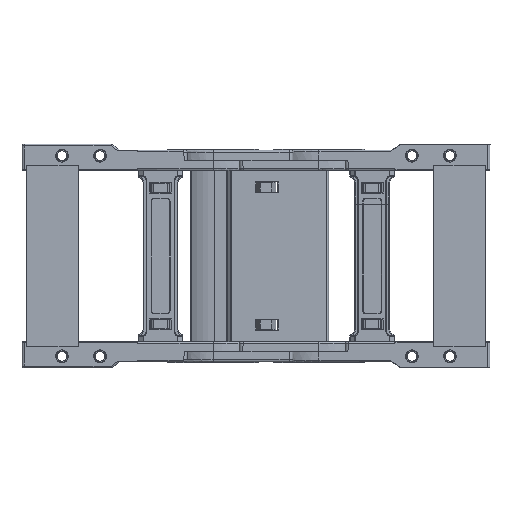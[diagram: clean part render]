
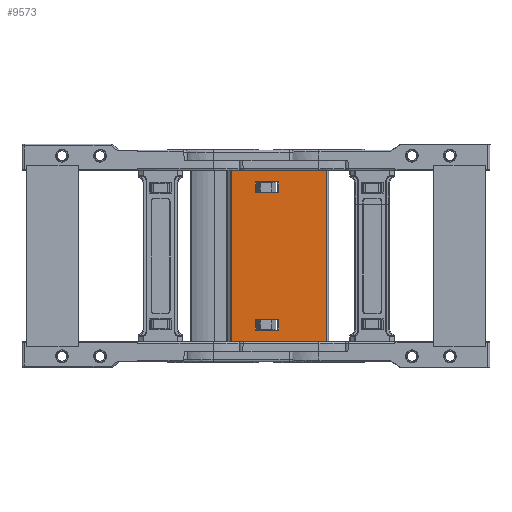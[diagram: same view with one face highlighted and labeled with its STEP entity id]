
A CAD part, front view. The second image highlights one B-rep face of the part: STEP entity #9573.
In plain terms, the highlighted planar face has unit normal (0, -1, 0).
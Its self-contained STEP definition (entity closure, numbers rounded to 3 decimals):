
#2873 = CARTESIAN_POINT ( 'NONE',  ( -89.98, 143.654, -83.122 ) ) ;
#3957 = DIRECTION ( 'NONE',  ( 1., 0., 0. ) ) ;
#4461 = CARTESIAN_POINT ( 'NONE',  ( -61.76, 143.654, 86.447 ) ) ;
#4635 = ORIENTED_EDGE ( 'NONE', *, *, #104110, .T. ) ;
#8017 = VERTEX_POINT ( 'NONE', #142871 ) ;
#8714 = VECTOR ( 'NONE', #124610, 1000. ) ;
#9514 = VECTOR ( 'NONE', #28785, 1000. ) ;
#9573 = ADVANCED_FACE ( 'NONE', ( #127791, #22971, #88108 ), #100034, .F. ) ;
#11013 = ORIENTED_EDGE ( 'NONE', *, *, #106295, .F. ) ;
#11422 = VECTOR ( 'NONE', #141323, 1000. ) ;
#12199 = EDGE_LOOP ( 'NONE', ( #68319, #30866, #78540, #49380 ) ) ;
#13498 = VECTOR ( 'NONE', #65512, 1000. ) ;
#13821 = VERTEX_POINT ( 'NONE', #33637 ) ;
#14197 = CARTESIAN_POINT ( 'NONE',  ( -75.76, 143.654, 5.247 ) ) ;
#14474 = DIRECTION ( 'NONE',  ( 0., 0., 1. ) ) ;
#15262 = ORIENTED_EDGE ( 'NONE', *, *, #77405, .T. ) ;
#17700 = DIRECTION ( 'NONE',  ( 0., 0., 1. ) ) ;
#21473 = LINE ( 'NONE', #111052, #39603 ) ;
#22663 = VERTEX_POINT ( 'NONE', #115437 ) ;
#22971 = FACE_OUTER_BOUND ( 'NONE', #99734, .T. ) ;
#23012 = LINE ( 'NONE', #4461, #138693 ) ;
#23903 = VERTEX_POINT ( 'NONE', #63879 ) ;
#24299 = VERTEX_POINT ( 'NONE', #14197 ) ;
#24384 = VERTEX_POINT ( 'NONE', #94060 ) ;
#25849 = EDGE_LOOP ( 'NONE', ( #15262, #83992, #36273, #65014 ) ) ;
#28468 = CARTESIAN_POINT ( 'NONE',  ( -89.98, 143.654, 99.497 ) ) ;
#28785 = DIRECTION ( 'NONE',  ( 0., 0., 1. ) ) ;
#28892 = EDGE_CURVE ( 'NONE', #87653, #23903, #102705, .T. ) ;
#29310 = CARTESIAN_POINT ( 'NONE',  ( -58.76, 143.654, -1.503 ) ) ;
#30866 = ORIENTED_EDGE ( 'NONE', *, *, #125557, .F. ) ;
#31002 = LINE ( 'NONE', #2873, #114404 ) ;
#31175 = CARTESIAN_POINT ( 'NONE',  ( -61.76, 143.654, 92.747 ) ) ;
#31569 = DIRECTION ( 'NONE',  ( 1., 0., 0. ) ) ;
#33637 = CARTESIAN_POINT ( 'NONE',  ( -33.78, 143.654, -1.503 ) ) ;
#34170 = LINE ( 'NONE', #123822, #39633 ) ;
#36273 = ORIENTED_EDGE ( 'NONE', *, *, #66552, .T. ) ;
#37063 = EDGE_CURVE ( 'NONE', #24299, #39229, #52305, .T. ) ;
#39229 = VERTEX_POINT ( 'NONE', #127095 ) ;
#39603 = VECTOR ( 'NONE', #118025, 1000. ) ;
#39633 = VECTOR ( 'NONE', #88999, 1000. ) ;
#40767 = CARTESIAN_POINT ( 'NONE',  ( -58.76, 143.654, 99.497 ) ) ;
#49380 = ORIENTED_EDGE ( 'NONE', *, *, #103236, .F. ) ;
#50138 = AXIS2_PLACEMENT_3D ( 'NONE', #29310, #65198, #17700 ) ;
#52192 = DIRECTION ( 'NONE',  ( 0., 0., -1. ) ) ;
#52305 = LINE ( 'NONE', #119993, #148107 ) ;
#58644 = CARTESIAN_POINT ( 'NONE',  ( -61.76, 143.654, 11.547 ) ) ;
#60592 = CARTESIAN_POINT ( 'NONE',  ( -61.76, 143.654, 5.247 ) ) ;
#63879 = CARTESIAN_POINT ( 'NONE',  ( -75.76, 143.654, 92.747 ) ) ;
#65014 = ORIENTED_EDGE ( 'NONE', *, *, #37063, .T. ) ;
#65198 = DIRECTION ( 'NONE',  ( 0., 1., 0. ) ) ;
#65512 = DIRECTION ( 'NONE',  ( 1., 0., 0. ) ) ;
#66552 = EDGE_CURVE ( 'NONE', #22663, #24299, #121718, .T. ) ;
#67075 = VECTOR ( 'NONE', #31569, 1000. ) ;
#67343 = LINE ( 'NONE', #92873, #72697 ) ;
#67405 = EDGE_CURVE ( 'NONE', #13821, #8017, #123469, .T. ) ;
#68319 = ORIENTED_EDGE ( 'NONE', *, *, #70043, .F. ) ;
#70043 = EDGE_CURVE ( 'NONE', #112532, #90813, #23012, .T. ) ;
#70044 = LINE ( 'NONE', #58644, #84500 ) ;
#72697 = VECTOR ( 'NONE', #52192, 1000. ) ;
#75331 = EDGE_CURVE ( 'NONE', #24384, #90142, #31002, .T. ) ;
#77405 = EDGE_CURVE ( 'NONE', #39229, #86391, #126643, .T. ) ;
#78181 = CARTESIAN_POINT ( 'NONE',  ( -61.76, 143.654, 86.447 ) ) ;
#78540 = ORIENTED_EDGE ( 'NONE', *, *, #28892, .F. ) ;
#83567 = EDGE_CURVE ( 'NONE', #86391, #22663, #70044, .T. ) ;
#83992 = ORIENTED_EDGE ( 'NONE', *, *, #83567, .T. ) ;
#84500 = VECTOR ( 'NONE', #128732, 1000. ) ;
#86391 = VERTEX_POINT ( 'NONE', #134709 ) ;
#87653 = VERTEX_POINT ( 'NONE', #118426 ) ;
#88108 = FACE_BOUND ( 'NONE', #12199, .T. ) ;
#88999 = DIRECTION ( 'NONE',  ( 1., 0., 0. ) ) ;
#90142 = VERTEX_POINT ( 'NONE', #28468 ) ;
#90813 = VERTEX_POINT ( 'NONE', #78181 ) ;
#92873 = CARTESIAN_POINT ( 'NONE',  ( -75.76, 143.654, 86.447 ) ) ;
#94060 = CARTESIAN_POINT ( 'NONE',  ( -89.98, 143.654, -1.503 ) ) ;
#99734 = EDGE_LOOP ( 'NONE', ( #130398, #11013, #114220, #4635 ) ) ;
#100034 = PLANE ( 'NONE',  #50138 ) ;
#102705 = LINE ( 'NONE', #31175, #8714 ) ;
#103236 = EDGE_CURVE ( 'NONE', #90813, #87653, #21473, .T. ) ;
#104110 = EDGE_CURVE ( 'NONE', #24384, #13821, #34170, .T. ) ;
#106295 = EDGE_CURVE ( 'NONE', #90142, #8017, #134554, .T. ) ;
#111052 = CARTESIAN_POINT ( 'NONE',  ( -61.76, 143.654, 86.447 ) ) ;
#112532 = VERTEX_POINT ( 'NONE', #139944 ) ;
#114220 = ORIENTED_EDGE ( 'NONE', *, *, #75331, .F. ) ;
#114404 = VECTOR ( 'NONE', #14474, 1000. ) ;
#115437 = CARTESIAN_POINT ( 'NONE',  ( -61.76, 143.654, 5.247 ) ) ;
#118025 = DIRECTION ( 'NONE',  ( 0., 0., 1. ) ) ;
#118426 = CARTESIAN_POINT ( 'NONE',  ( -61.76, 143.654, 92.747 ) ) ;
#119993 = CARTESIAN_POINT ( 'NONE',  ( -75.76, 143.654, 11.547 ) ) ;
#121718 = LINE ( 'NONE', #60592, #11422 ) ;
#123469 = LINE ( 'NONE', #135897, #9514 ) ;
#123822 = CARTESIAN_POINT ( 'NONE',  ( -58.76, 143.654, -1.503 ) ) ;
#124505 = CARTESIAN_POINT ( 'NONE',  ( -61.76, 143.654, 11.547 ) ) ;
#124610 = DIRECTION ( 'NONE',  ( -1., 0., 0. ) ) ;
#125557 = EDGE_CURVE ( 'NONE', #23903, #112532, #67343, .T. ) ;
#126643 = LINE ( 'NONE', #124505, #67075 ) ;
#127095 = CARTESIAN_POINT ( 'NONE',  ( -75.76, 143.654, 11.547 ) ) ;
#127791 = FACE_BOUND ( 'NONE', #25849, .T. ) ;
#128732 = DIRECTION ( 'NONE',  ( 0., 0., -1. ) ) ;
#130398 = ORIENTED_EDGE ( 'NONE', *, *, #67405, .T. ) ;
#131608 = DIRECTION ( 'NONE',  ( 0., 0., 1. ) ) ;
#134554 = LINE ( 'NONE', #40767, #13498 ) ;
#134709 = CARTESIAN_POINT ( 'NONE',  ( -61.76, 143.654, 11.547 ) ) ;
#135897 = CARTESIAN_POINT ( 'NONE',  ( -33.78, 143.654, -83.122 ) ) ;
#138693 = VECTOR ( 'NONE', #3957, 1000. ) ;
#139944 = CARTESIAN_POINT ( 'NONE',  ( -75.76, 143.654, 86.447 ) ) ;
#141323 = DIRECTION ( 'NONE',  ( -1., 0., 0. ) ) ;
#142871 = CARTESIAN_POINT ( 'NONE',  ( -33.78, 143.654, 99.497 ) ) ;
#148107 = VECTOR ( 'NONE', #131608, 1000. ) ;
